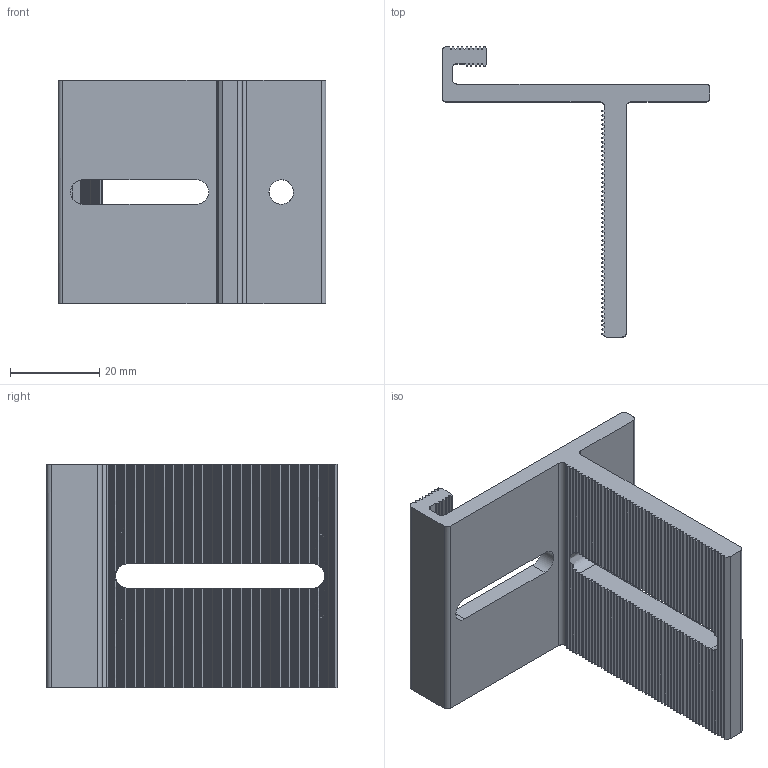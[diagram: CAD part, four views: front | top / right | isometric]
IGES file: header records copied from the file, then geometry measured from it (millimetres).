
Global section: file name: SZ5201N; native system: Autodesk Inventor 2015; preprocessor: unknown; author: H. Deerberg; date: 20151118.120916; units: millimetre
Bounding box: 60 x 65.1 x 50 mm (x, y, z)
Volume: 25961.9 mm3; surface area: 15975.1 mm2
Topology: 1 solids, 1 shells, 480 faces, 1439 edges, 959 vertices
Faces by surface type: bspline 480
